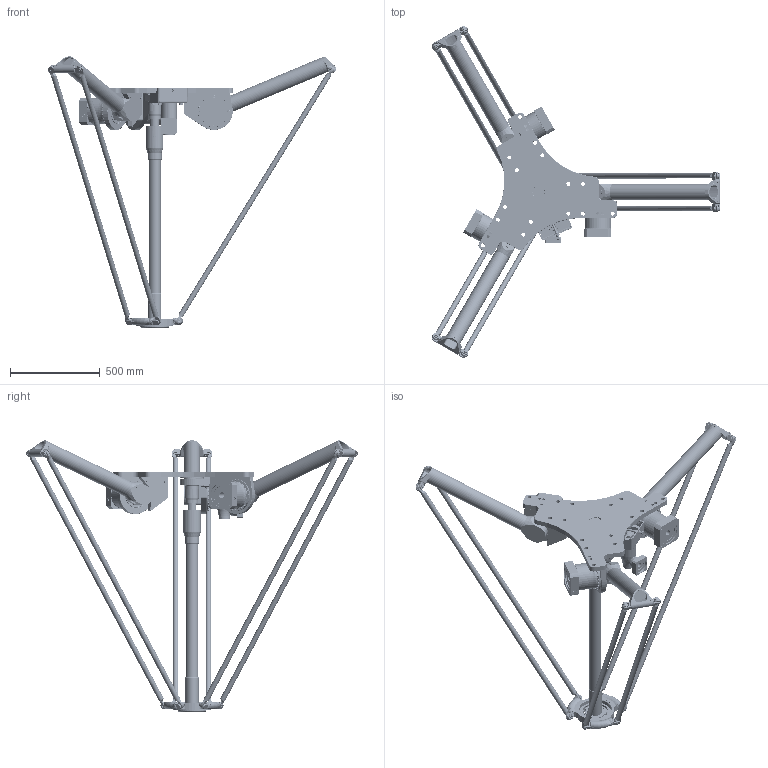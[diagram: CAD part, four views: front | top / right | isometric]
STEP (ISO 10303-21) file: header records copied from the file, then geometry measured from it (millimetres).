
FILE_DESCRIPTION(/* description */ ('Norm.iam Teamplte'),/* implementation_level */ '2;1');
FILE_NAME(/* name */ '3D-model_A_00846.stp',/* time_stamp */ '2022-01-03T16:28:34+01:00',/* author */ ('michael.schutter'),/* organization */ (''),/* preprocessor_version */ 'ST-DEVELOPER v16.5',/* originating_system */ 'Autodesk Inventor 2017',/* authorisation */ '');
FILE_SCHEMA (('AUTOMOTIVE_DESIGN { 1 0 10303 214 3 1 1 }'));
Length unit declared in the file: millimetre
Products named in the file (12): A_00846_DUMMY DELTA Robotermechanik RL4-2000-20kg; MT_BGR00104819; MT_WST00105427 Kopfplatte Dummy; MT_WST00058294MT_WST; MT_WST00068559MT_WST; MT_WST00060279MT_WST; MT_WST00057260MT_WST; MT_WST00102361; MT_WST00057262MT_WST; MT_WST00058293MT_WST; MT_WST00110085; MT_WST00110086
Assembly tree (25 placements, depth 3):
  A_00846_DUMMY DELTA Robotermechanik RL4-2000-20kg
    MT_BGR00104819
      MT_WST00105427 Kopfplatte Dummy
      MT_WST00058294MT_WST
      MT_WST00068559MT_WST  x3
    MT_WST00057260MT_WST  x6
    MT_WST00060279MT_WST  x6
    MT_WST00102361  x3
    MT_WST00057262MT_WST
    MT_WST00058293MT_WST
    MT_WST00110085
    MT_WST00110086
Bounding box: 1605.58 x 1848.91 x 1509.71 mm (x, y, z)
Volume: 53576220.3 mm3; surface area: 4856829.2 mm2
Topology: 24 solids, 85 shells, 4222 faces, 9623 edges, 6098 vertices
Faces by surface type: plane 1968, cylinder 1177, bspline 492, cone 333, torus 248, sphere 4
Full cylindrical faces by diameter (mm): 3 x3, 3.15 x6, 4 x1, 4.134 x12, 4.917 x18, 6 x72, 6.6 x72, 8.376 x54, 9.6 x3, 10 x125, 11.053 x5, 11.5 x7, 12 x40, 13 x16, 16 x2, 17 x12, 17.2 x5, 17.294 x6, 22 x69, 24 x4, 25 x1, 26 x3, 28 x4, 29.8 x12, 30 x19, 32 x3, 40 x13, 49.5 x1, 50 x6, 52 x1
Entity records: 88819 total; most frequent: CARTESIAN_POINT 33745, DIRECTION 11273, ORIENTED_EDGE 9800, EDGE_CURVE 4900, AXIS2_PLACEMENT_3D 4364, EDGE_LOOP 3670, VERTEX_POINT 3468, LINE 2545
